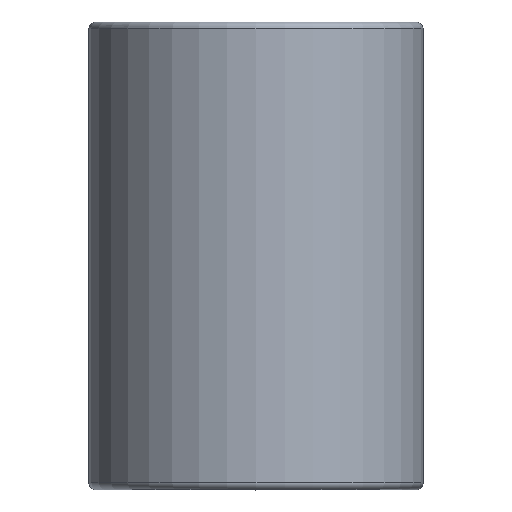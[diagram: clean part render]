
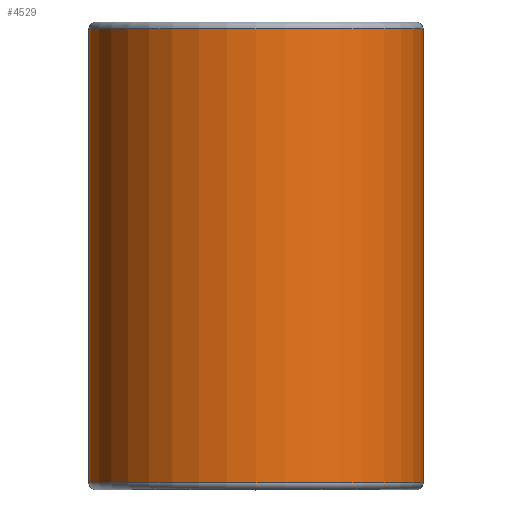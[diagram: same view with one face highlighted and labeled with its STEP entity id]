
A CAD part, top view. The second image highlights one B-rep face of the part: STEP entity #4529.
In plain terms, the highlighted cylindrical face has radius 25 mm (diameter 50 mm), a partial arc.
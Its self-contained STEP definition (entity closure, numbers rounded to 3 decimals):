
#263 = VERTEX_POINT ( 'NONE', #2736 ) ;
#559 = AXIS2_PLACEMENT_3D ( 'NONE', #2269, #7546, #2170 ) ;
#613 = CARTESIAN_POINT ( 'NONE',  ( 0., 35., 0. ) ) ;
#1105 = CARTESIAN_POINT ( 'NONE',  ( -25., 35., 0. ) ) ;
#1175 = VERTEX_POINT ( 'NONE', #1566 ) ;
#1260 = ORIENTED_EDGE ( 'NONE', *, *, #4386, .T. ) ;
#1422 = ORIENTED_EDGE ( 'NONE', *, *, #5725, .T. ) ;
#1503 = DIRECTION ( 'NONE',  ( -1., 0., 0. ) ) ;
#1566 = CARTESIAN_POINT ( 'NONE',  ( 25., -34., 0. ) ) ;
#2144 = DIRECTION ( 'NONE',  ( 0., 1., 0. ) ) ;
#2170 = DIRECTION ( 'NONE',  ( 1., 0., 0. ) ) ;
#2269 = CARTESIAN_POINT ( 'NONE',  ( 0., -34., 0. ) ) ;
#2684 = VECTOR ( 'NONE', #2144, 1000. ) ;
#2736 = CARTESIAN_POINT ( 'NONE',  ( -25., -34., 0. ) ) ;
#3246 = CIRCLE ( 'NONE', #9182, 25. ) ;
#3499 = VERTEX_POINT ( 'NONE', #5099 ) ;
#3673 = EDGE_CURVE ( 'NONE', #263, #1175, #9313, .T. ) ;
#3705 = CARTESIAN_POINT ( 'NONE',  ( 25., 35., 0. ) ) ;
#4277 = DIRECTION ( 'NONE',  ( 0., 1., 0. ) ) ;
#4328 = FACE_OUTER_BOUND ( 'NONE', #6109, .T. ) ;
#4386 = EDGE_CURVE ( 'NONE', #1175, #3499, #5222, .T. ) ;
#4529 = ADVANCED_FACE ( 'NONE', ( #4328 ), #8047, .T. ) ;
#4779 = VERTEX_POINT ( 'NONE', #6088 ) ;
#5099 = CARTESIAN_POINT ( 'NONE',  ( 25., 33.945, 0. ) ) ;
#5184 = AXIS2_PLACEMENT_3D ( 'NONE', #613, #4277, #1503 ) ;
#5222 = LINE ( 'NONE', #3705, #2684 ) ;
#5228 = ORIENTED_EDGE ( 'NONE', *, *, #3673, .T. ) ;
#5725 = EDGE_CURVE ( 'NONE', #3499, #4779, #3246, .T. ) ;
#5855 = DIRECTION ( 'NONE',  ( -1., 0., 0. ) ) ;
#6088 = CARTESIAN_POINT ( 'NONE',  ( -25., 33.945, 0. ) ) ;
#6109 = EDGE_LOOP ( 'NONE', ( #5228, #1260, #1422, #6893 ) ) ;
#6368 = DIRECTION ( 'NONE',  ( 0., 1., 0. ) ) ;
#6585 = CARTESIAN_POINT ( 'NONE',  ( 0., 33.945, 0. ) ) ;
#6893 = ORIENTED_EDGE ( 'NONE', *, *, #7761, .F. ) ;
#7546 = DIRECTION ( 'NONE',  ( 0., 1., 0. ) ) ;
#7761 = EDGE_CURVE ( 'NONE', #263, #4779, #7796, .T. ) ;
#7796 = LINE ( 'NONE', #1105, #8958 ) ;
#8047 = CYLINDRICAL_SURFACE ( 'NONE', #5184, 25. ) ;
#8958 = VECTOR ( 'NONE', #6368, 1000. ) ;
#9182 = AXIS2_PLACEMENT_3D ( 'NONE', #6585, #9618, #5855 ) ;
#9313 = CIRCLE ( 'NONE', #559, 25. ) ;
#9618 = DIRECTION ( 'NONE',  ( 0., -1., 0. ) ) ;
